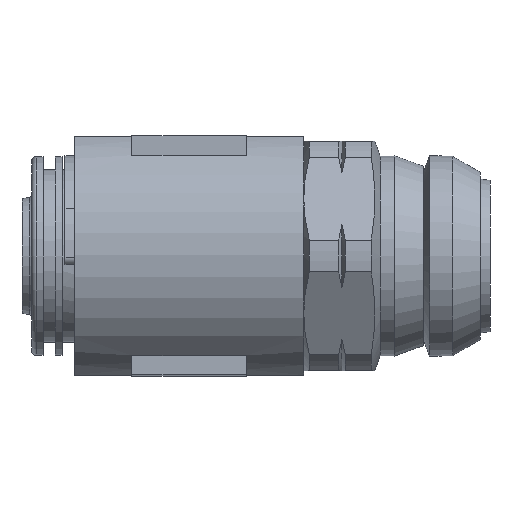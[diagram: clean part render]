
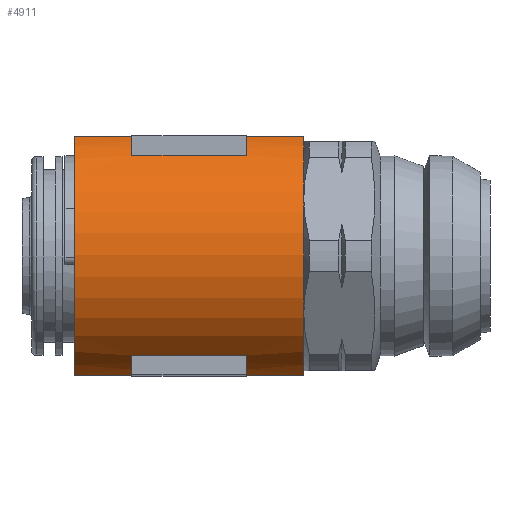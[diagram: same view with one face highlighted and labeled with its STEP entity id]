
A CAD part, left-side view. The second image highlights one B-rep face of the part: STEP entity #4911.
In plain terms, the highlighted cylindrical face has radius 13.5 mm (diameter 27 mm), a partial arc.
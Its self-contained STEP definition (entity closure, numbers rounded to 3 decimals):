
#869 = AXIS2_PLACEMENT_3D ( 'NONE', #5240, #5241, #5242 ) ;
#1088 = FACE_OUTER_BOUND ( 'NONE', #4122, .T. ) ;
#1096 = CYLINDRICAL_SURFACE ( 'NONE', #2067, 13.5 ) ;
#1231 = VERTEX_POINT ( 'NONE', #2993 ) ;
#1232 = VERTEX_POINT ( 'NONE', #3017 ) ;
#1236 = VERTEX_POINT ( 'NONE', #2988 ) ;
#1241 = VERTEX_POINT ( 'NONE', #2978 ) ;
#1243 = VERTEX_POINT ( 'NONE', #2976 ) ;
#1244 = VERTEX_POINT ( 'NONE', #2975 ) ;
#1247 = VERTEX_POINT ( 'NONE', #2972 ) ;
#1254 = VERTEX_POINT ( 'NONE', #2960 ) ;
#1259 = VERTEX_POINT ( 'NONE', #2955 ) ;
#1265 = VERTEX_POINT ( 'NONE', #2948 ) ;
#1425 = ORIENTED_EDGE ( 'NONE', *, *, #4774, .F. ) ;
#1426 = ORIENTED_EDGE ( 'NONE', *, *, #4665, .F. ) ;
#1427 = ORIENTED_EDGE ( 'NONE', *, *, #4668, .F. ) ;
#1428 = ORIENTED_EDGE ( 'NONE', *, *, #4670, .F. ) ;
#1429 = ORIENTED_EDGE ( 'NONE', *, *, #4657, .F. ) ;
#1430 = ORIENTED_EDGE ( 'NONE', *, *, #4671, .F. ) ;
#1431 = ORIENTED_EDGE ( 'NONE', *, *, #6326, .F. ) ;
#1432 = ORIENTED_EDGE ( 'NONE', *, *, #4523, .F. ) ;
#1433 = ORIENTED_EDGE ( 'NONE', *, *, #4526, .F. ) ;
#1434 = ORIENTED_EDGE ( 'NONE', *, *, #4529, .F. ) ;
#1435 = ORIENTED_EDGE ( 'NONE', *, *, #4651, .F. ) ;
#1436 = ORIENTED_EDGE ( 'NONE', *, *, #4652, .F. ) ;
#1937 = CIRCLE ( 'NONE', #869, 13.5 ) ;
#2007 = AXIS2_PLACEMENT_3D ( 'NONE', #2371, #2372, #2373 ) ;
#2067 = AXIS2_PLACEMENT_3D ( 'NONE', #2516, #2505, #2524 ) ;
#2371 = CARTESIAN_POINT ( 'NONE',  ( 0., 43.5, 0. ) ) ;
#2372 = DIRECTION ( 'NONE',  ( 0., 1., 0. ) ) ;
#2373 = DIRECTION ( 'NONE',  ( -1., 0., 0.008 ) ) ;
#2505 = DIRECTION ( 'NONE',  ( 0., 1., 0. ) ) ;
#2516 = CARTESIAN_POINT ( 'NONE',  ( 0., 47.5, 0. ) ) ;
#2524 = DIRECTION ( 'NONE',  ( 0.008, 0., 1. ) ) ;
#2948 = CARTESIAN_POINT ( 'NONE',  ( -5.004, 19.5, 12.538 ) ) ;
#2955 = CARTESIAN_POINT ( 'NONE',  ( -5.196, 25.5, -12.46 ) ) ;
#2960 = CARTESIAN_POINT ( 'NONE',  ( -5.004, 25.5, 12.538 ) ) ;
#2972 = CARTESIAN_POINT ( 'NONE',  ( -8.58, 37.5, -10.422 ) ) ;
#2975 = CARTESIAN_POINT ( 'NONE',  ( -8.419, 37.5, 10.553 ) ) ;
#2976 = CARTESIAN_POINT ( 'NONE',  ( -5.196, 37.5, -12.46 ) ) ;
#2978 = CARTESIAN_POINT ( 'NONE',  ( -5.196, 19.5, -12.46 ) ) ;
#2988 = CARTESIAN_POINT ( 'NONE',  ( -8.419, 25.5, 10.553 ) ) ;
#2993 = CARTESIAN_POINT ( 'NONE',  ( -8.58, 25.5, -10.422 ) ) ;
#3017 = CARTESIAN_POINT ( 'NONE',  ( -5.004, 37.5, 12.538 ) ) ;
#3753 = LINE ( 'NONE', #6365, #3756 ) ;
#3756 = VECTOR ( 'NONE', #6362, 1000. ) ;
#3759 = CIRCLE ( 'NONE', #4635, 13.5 ) ;
#3764 = LINE ( 'NONE', #6345, #3767 ) ;
#3767 = VECTOR ( 'NONE', #6344, 1000. ) ;
#3770 = CIRCLE ( 'NONE', #4636, 13.5 ) ;
#3772 = LINE ( 'NONE', #6341, #3774 ) ;
#3774 = VECTOR ( 'NONE', #6348, 1000. ) ;
#3777 = CIRCLE ( 'NONE', #4637, 13.5 ) ;
#3794 = LINE ( 'NONE', #5682, #3799 ) ;
#3796 = CIRCLE ( 'NONE', #4638, 13.5 ) ;
#3799 = VECTOR ( 'NONE', #5695, 1000. ) ;
#3805 = LINE ( 'NONE', #5681, #3808 ) ;
#3807 = LINE ( 'NONE', #5676, #3810 ) ;
#3808 = VECTOR ( 'NONE', #5679, 1000. ) ;
#3810 = VECTOR ( 'NONE', #5674, 1000. ) ;
#4122 = EDGE_LOOP ( 'NONE', ( #1425, #1426, #1427, #1428, #1429, #1430, #1431, #1432, #1433, #1434, #1435, #1436 ) ) ;
#4523 = EDGE_CURVE ( 'NONE', #1254, #1265, #3753, .T. ) ;
#4526 = EDGE_CURVE ( 'NONE', #1236, #1254, #3759, .T. ) ;
#4529 = EDGE_CURVE ( 'NONE', #1244, #1236, #3764, .T. ) ;
#4635 = AXIS2_PLACEMENT_3D ( 'NONE', #6352, #6351, #6349 ) ;
#4636 = AXIS2_PLACEMENT_3D ( 'NONE', #5680, #5712, #5709 ) ;
#4637 = AXIS2_PLACEMENT_3D ( 'NONE', #5675, #5678, #5669 ) ;
#4638 = AXIS2_PLACEMENT_3D ( 'NONE', #5686, #5685, #5684 ) ;
#4651 = EDGE_CURVE ( 'NONE', #1232, #1244, #3770, .T. ) ;
#4652 = EDGE_CURVE ( 'NONE', #6573, #1232, #3772, .T. ) ;
#4657 = EDGE_CURVE ( 'NONE', #1259, #1231, #3777, .T. ) ;
#4665 = EDGE_CURVE ( 'NONE', #1243, #6574, #3794, .T. ) ;
#4668 = EDGE_CURVE ( 'NONE', #1247, #1243, #3796, .T. ) ;
#4670 = EDGE_CURVE ( 'NONE', #1231, #1247, #3805, .T. ) ;
#4671 = EDGE_CURVE ( 'NONE', #1241, #1259, #3807, .T. ) ;
#4774 = EDGE_CURVE ( 'NONE', #6574, #6573, #5620, .T. ) ;
#4911 = ADVANCED_FACE ( 'NONE', ( #1088 ), #1096, .T. ) ;
#5240 = CARTESIAN_POINT ( 'NONE',  ( 0., 19.5, 0. ) ) ;
#5241 = DIRECTION ( 'NONE',  ( 0., -1., 0. ) ) ;
#5242 = DIRECTION ( 'NONE',  ( 0.008, 0., 1. ) ) ;
#5251 = CARTESIAN_POINT ( 'NONE',  ( -5.004, 43.5, 12.538 ) ) ;
#5257 = CARTESIAN_POINT ( 'NONE',  ( -5.196, 43.5, -12.46 ) ) ;
#5620 = CIRCLE ( 'NONE', #2007, 13.5 ) ;
#5669 = DIRECTION ( 'NONE',  ( -0.008, 0., -1. ) ) ;
#5674 = DIRECTION ( 'NONE',  ( 0., 1., 0. ) ) ;
#5675 = CARTESIAN_POINT ( 'NONE',  ( 0., 25.5, 0. ) ) ;
#5676 = CARTESIAN_POINT ( 'NONE',  ( -5.196, 47.5, -12.46 ) ) ;
#5678 = DIRECTION ( 'NONE',  ( 0., 1., 0. ) ) ;
#5679 = DIRECTION ( 'NONE',  ( 0., 1., 0. ) ) ;
#5680 = CARTESIAN_POINT ( 'NONE',  ( 0., 37.5, 0. ) ) ;
#5681 = CARTESIAN_POINT ( 'NONE',  ( -8.58, 47.5, -10.422 ) ) ;
#5682 = CARTESIAN_POINT ( 'NONE',  ( -5.196, 47.5, -12.46 ) ) ;
#5684 = DIRECTION ( 'NONE',  ( 0.008, 0., 1. ) ) ;
#5685 = DIRECTION ( 'NONE',  ( 0., -1., 0. ) ) ;
#5686 = CARTESIAN_POINT ( 'NONE',  ( 0., 37.5, 0. ) ) ;
#5695 = DIRECTION ( 'NONE',  ( 0., 1., 0. ) ) ;
#5709 = DIRECTION ( 'NONE',  ( 0.008, 0., 1. ) ) ;
#5712 = DIRECTION ( 'NONE',  ( 0., -1., 0. ) ) ;
#6326 = EDGE_CURVE ( 'NONE', #1265, #1241, #1937, .T. ) ;
#6341 = CARTESIAN_POINT ( 'NONE',  ( -5.004, 47.5, 12.538 ) ) ;
#6344 = DIRECTION ( 'NONE',  ( 0., -1., 0. ) ) ;
#6345 = CARTESIAN_POINT ( 'NONE',  ( -8.419, 47.5, 10.553 ) ) ;
#6348 = DIRECTION ( 'NONE',  ( 0., -1., 0. ) ) ;
#6349 = DIRECTION ( 'NONE',  ( -0.008, 0., -1. ) ) ;
#6351 = DIRECTION ( 'NONE',  ( 0., 1., 0. ) ) ;
#6352 = CARTESIAN_POINT ( 'NONE',  ( 0., 25.5, 0. ) ) ;
#6362 = DIRECTION ( 'NONE',  ( 0., -1., 0. ) ) ;
#6365 = CARTESIAN_POINT ( 'NONE',  ( -5.004, 47.5, 12.538 ) ) ;
#6573 = VERTEX_POINT ( 'NONE', #5251 ) ;
#6574 = VERTEX_POINT ( 'NONE', #5257 ) ;
